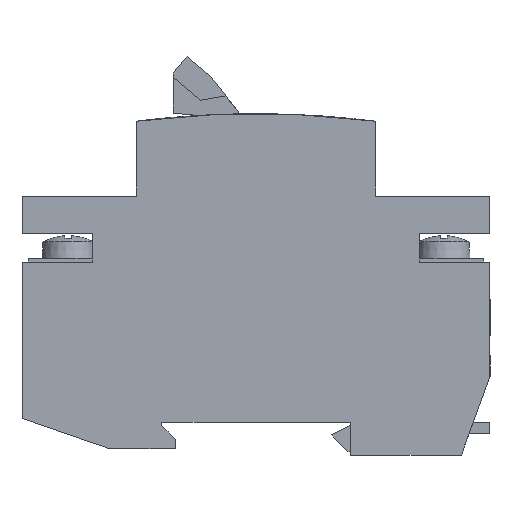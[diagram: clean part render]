
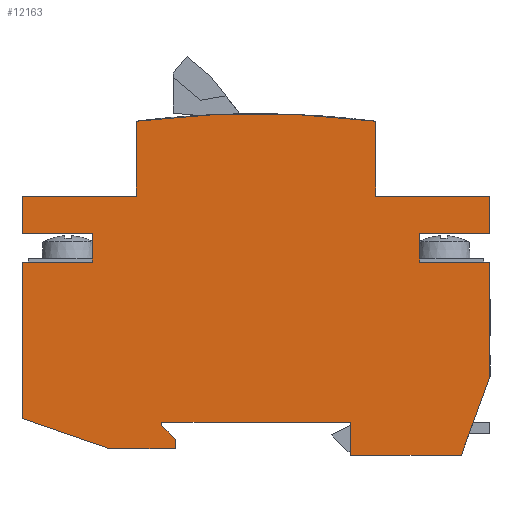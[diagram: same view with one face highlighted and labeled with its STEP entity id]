
A CAD part, left-side view. The second image highlights one B-rep face of the part: STEP entity #12163.
In plain terms, the highlighted planar face has unit normal (-1, 0, 0).
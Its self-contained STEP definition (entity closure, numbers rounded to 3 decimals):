
#6691=CIRCLE('',#26609,180.);
#7417=LINE('',#33965,#9837);
#7420=LINE('',#33971,#9840);
#7423=LINE('',#33977,#9843);
#7426=LINE('',#33982,#9846);
#7428=LINE('',#33986,#9848);
#7472=LINE('',#34074,#9892);
#7648=LINE('',#35395,#10086);
#7673=LINE('',#35472,#10111);
#7677=LINE('',#35480,#10115);
#7698=LINE('',#35545,#10136);
#7711=LINE('',#35576,#10149);
#7712=LINE('',#35579,#10150);
#7713=LINE('',#35581,#10151);
#7714=LINE('',#35585,#10152);
#7715=LINE('',#35587,#10153);
#7716=LINE('',#35589,#10154);
#7717=LINE('',#35591,#10155);
#7718=LINE('',#35593,#10156);
#7719=LINE('',#35594,#10157);
#7720=LINE('',#35595,#10158);
#7721=LINE('',#35597,#10159);
#7722=LINE('',#35598,#10160);
#7723=LINE('',#35600,#10161);
#9837=VECTOR('',#28322,1.);
#9840=VECTOR('',#28327,1.);
#9843=VECTOR('',#28332,1.);
#9846=VECTOR('',#28337,1.);
#9848=VECTOR('',#28341,1.);
#9892=VECTOR('',#28427,1.);
#10086=VECTOR('',#28941,1.);
#10111=VECTOR('',#29010,1.);
#10115=VECTOR('',#29016,1.);
#10136=VECTOR('',#29077,1.);
#10149=VECTOR('',#29106,1.);
#10150=VECTOR('',#29107,1.);
#10151=VECTOR('',#29108,1.);
#10152=VECTOR('',#29111,1.);
#10153=VECTOR('',#29112,1.);
#10154=VECTOR('',#29113,1.);
#10155=VECTOR('',#29114,1.);
#10156=VECTOR('',#29115,1.);
#10157=VECTOR('',#29116,1.);
#10158=VECTOR('',#29117,1.);
#10159=VECTOR('',#29118,1.);
#10160=VECTOR('',#29119,1.);
#10161=VECTOR('',#29120,1.);
#12163=ADVANCED_FACE('1232',(#14094),#13137,.T.);
#13137=PLANE('',#26610);
#14094=FACE_OUTER_BOUND('',#15082,.T.);
#15082=EDGE_LOOP('',(#17401,#17402,#17403,#17404,#17405,#17406,#17407,#17408,
#17409,#17410,#17411,#17412,#17413,#17414,#17415,#17416,#17417,#17418,#17419,
#17420,#17421,#17422,#17423,#17424));
#17401=ORIENTED_EDGE('',*,*,#24233,.F.);
#17402=ORIENTED_EDGE('',*,*,#24234,.F.);
#17403=ORIENTED_EDGE('',*,*,#24235,.F.);
#17404=ORIENTED_EDGE('',*,*,#24236,.T.);
#17405=ORIENTED_EDGE('',*,*,#24237,.F.);
#17406=ORIENTED_EDGE('',*,*,#24238,.F.);
#17407=ORIENTED_EDGE('',*,*,#24239,.F.);
#17408=ORIENTED_EDGE('',*,*,#24240,.F.);
#17409=ORIENTED_EDGE('',*,*,#24241,.F.);
#17410=ORIENTED_EDGE('',*,*,#24148,.T.);
#17411=ORIENTED_EDGE('',*,*,#23849,.F.);
#17412=ORIENTED_EDGE('',*,*,#23847,.F.);
#17413=ORIENTED_EDGE('',*,*,#23844,.F.);
#17414=ORIENTED_EDGE('',*,*,#23841,.F.);
#17415=ORIENTED_EDGE('',*,*,#23838,.F.);
#17416=ORIENTED_EDGE('',*,*,#24184,.F.);
#17417=ORIENTED_EDGE('',*,*,#24242,.F.);
#17418=ORIENTED_EDGE('',*,*,#24188,.F.);
#17419=ORIENTED_EDGE('',*,*,#24243,.F.);
#17420=ORIENTED_EDGE('',*,*,#24244,.F.);
#17421=ORIENTED_EDGE('',*,*,#23894,.F.);
#17422=ORIENTED_EDGE('',*,*,#24218,.F.);
#17423=ORIENTED_EDGE('',*,*,#24245,.F.);
#17424=ORIENTED_EDGE('',*,*,#24246,.T.);
#21862=VERTEX_POINT('',#33964);
#21863=VERTEX_POINT('',#33966);
#21865=VERTEX_POINT('',#33972);
#21867=VERTEX_POINT('',#33978);
#21868=VERTEX_POINT('',#33983);
#21869=VERTEX_POINT('',#33987);
#21891=VERTEX_POINT('',#34073);
#21892=VERTEX_POINT('',#34075);
#22025=VERTEX_POINT('',#35396);
#22046=VERTEX_POINT('',#35471);
#22048=VERTEX_POINT('',#35476);
#22049=VERTEX_POINT('',#35479);
#22065=VERTEX_POINT('',#35544);
#22076=VERTEX_POINT('',#35577);
#22077=VERTEX_POINT('',#35578);
#22078=VERTEX_POINT('',#35580);
#22079=VERTEX_POINT('',#35582);
#22080=VERTEX_POINT('',#35584);
#22081=VERTEX_POINT('',#35586);
#22082=VERTEX_POINT('',#35588);
#22083=VERTEX_POINT('',#35590);
#22084=VERTEX_POINT('',#35592);
#22085=VERTEX_POINT('',#35596);
#22086=VERTEX_POINT('',#35599);
#23838=EDGE_CURVE('',#21862,#21863,#7417,.T.);
#23841=EDGE_CURVE('',#21863,#21865,#7420,.T.);
#23844=EDGE_CURVE('',#21865,#21867,#7423,.T.);
#23847=EDGE_CURVE('',#21867,#21868,#7426,.T.);
#23849=EDGE_CURVE('',#21868,#21869,#7428,.T.);
#23894=EDGE_CURVE('',#21891,#21892,#7472,.T.);
#24148=EDGE_CURVE('',#22025,#21869,#7648,.T.);
#24184=EDGE_CURVE('',#22046,#21862,#7673,.T.);
#24188=EDGE_CURVE('',#22049,#22048,#7677,.T.);
#24218=EDGE_CURVE('',#22065,#21891,#7698,.T.);
#24233=EDGE_CURVE('',#22076,#22077,#7711,.T.);
#24234=EDGE_CURVE('',#22078,#22076,#7712,.T.);
#24235=EDGE_CURVE('',#22079,#22078,#7713,.T.);
#24236=EDGE_CURVE('',#22079,#22080,#6691,.T.);
#24237=EDGE_CURVE('',#22081,#22080,#7714,.T.);
#24238=EDGE_CURVE('',#22082,#22081,#7715,.T.);
#24239=EDGE_CURVE('',#22083,#22082,#7716,.T.);
#24240=EDGE_CURVE('',#22084,#22083,#7717,.T.);
#24241=EDGE_CURVE('',#22025,#22084,#7718,.T.);
#24242=EDGE_CURVE('',#22048,#22046,#7719,.T.);
#24243=EDGE_CURVE('',#22085,#22049,#7720,.T.);
#24244=EDGE_CURVE('',#21892,#22085,#7721,.T.);
#24245=EDGE_CURVE('',#22086,#22065,#7722,.T.);
#24246=EDGE_CURVE('',#22086,#22077,#7723,.T.);
#26609=AXIS2_PLACEMENT_3D('',#35583,#29109,#29110);
#26610=AXIS2_PLACEMENT_3D('',#35601,#29121,#29122);
#28322=DIRECTION('',(0.,-0.707,-0.707));
#28327=DIRECTION('',(0.,0.,-1.));
#28332=DIRECTION('',(0.,1.,0.));
#28337=DIRECTION('',(0.,0.946,0.326));
#28341=DIRECTION('',(0.,0.,1.));
#28427=DIRECTION('',(0.,0.,-1.));
#28941=DIRECTION('',(0.,1.,0.));
#29010=DIRECTION('',(0.,0.,-1.));
#29016=DIRECTION('',(0.,0.,1.));
#29077=DIRECTION('',(0.,-1.,0.));
#29106=DIRECTION('',(0.,0.,-1.));
#29107=DIRECTION('',(0.,-1.,0.));
#29108=DIRECTION('',(0.,0.,-1.));
#29109=DIRECTION('',(-1.,0.,0.));
#29110=DIRECTION('',(0.,0.115,0.993));
#29111=DIRECTION('',(0.,0.,1.));
#29112=DIRECTION('',(0.,-1.,0.));
#29113=DIRECTION('',(0.,0.,1.));
#29114=DIRECTION('',(0.,1.,0.));
#29115=DIRECTION('',(0.,0.,1.));
#29116=DIRECTION('',(0.,1.,0.));
#29117=DIRECTION('',(0.,1.,0.));
#29118=DIRECTION('',(0.,0.342,-0.94));
#29119=DIRECTION('',(0.,0.,-1.));
#29120=DIRECTION('',(0.,-1.,0.));
#29121=DIRECTION('',(-1.,0.,0.));
#29122=DIRECTION('',(0.,-0.97,0.242));
#33964=CARTESIAN_POINT('',(0.,61.7,5.5));
#33965=CARTESIAN_POINT('',(0.,61.7,5.5));
#33966=CARTESIAN_POINT('',(0.,59.2,3.));
#33971=CARTESIAN_POINT('',(0.,59.2,3.));
#33972=CARTESIAN_POINT('',(0.,59.2,1.2));
#33977=CARTESIAN_POINT('',(0.,59.2,1.2));
#33978=CARTESIAN_POINT('',(0.,71.5,1.2));
#33982=CARTESIAN_POINT('',(0.,71.5,1.2));
#33983=CARTESIAN_POINT('',(0.,88.,6.881));
#33986=CARTESIAN_POINT('',(0.,88.,6.881));
#33987=CARTESIAN_POINT('',(0.,88.,36.3));
#34073=CARTESIAN_POINT('',(0.,0.,36.3));
#34074=CARTESIAN_POINT('',(0.,0.,48.7));
#34075=CARTESIAN_POINT('',(0.,0.,14.836));
#35395=CARTESIAN_POINT('',(0.,44.,36.3));
#35396=CARTESIAN_POINT('',(0.,74.8,36.3));
#35471=CARTESIAN_POINT('',(0.,61.7,6.2));
#35472=CARTESIAN_POINT('',(0.,61.7,6.2));
#35476=CARTESIAN_POINT('',(0.,26.2,6.2));
#35479=CARTESIAN_POINT('',(0.,26.2,0.));
#35480=CARTESIAN_POINT('',(0.,26.2,0.));
#35544=CARTESIAN_POINT('',(0.,13.2,36.3));
#35545=CARTESIAN_POINT('',(0.,75.8,36.3));
#35576=CARTESIAN_POINT('',(0.,0.,46.7));
#35577=CARTESIAN_POINT('',(0.,0.,48.7));
#35578=CARTESIAN_POINT('',(0.,0.,41.7));
#35579=CARTESIAN_POINT('',(0.,88.,48.7));
#35580=CARTESIAN_POINT('',(0.,21.5,48.7));
#35581=CARTESIAN_POINT('',(0.,21.5,61.016));
#35582=CARTESIAN_POINT('',(0.,21.5,62.788));
#35583=CARTESIAN_POINT('',(0.,44.,-115.8));
#35584=CARTESIAN_POINT('',(0.,66.5,62.788));
#35585=CARTESIAN_POINT('',(0.,66.5,48.7));
#35586=CARTESIAN_POINT('',(0.,66.5,48.7));
#35587=CARTESIAN_POINT('',(0.,86.,48.7));
#35588=CARTESIAN_POINT('',(0.,88.,48.7));
#35589=CARTESIAN_POINT('',(0.,88.,43.2));
#35590=CARTESIAN_POINT('',(0.,88.,41.7));
#35591=CARTESIAN_POINT('',(0.,12.2,41.7));
#35592=CARTESIAN_POINT('',(0.,74.8,41.7));
#35593=CARTESIAN_POINT('',(0.,74.8,7.8));
#35594=CARTESIAN_POINT('',(0.,61.7,6.2));
#35595=CARTESIAN_POINT('',(0.,5.4,0.));
#35596=CARTESIAN_POINT('',(0.,5.4,0.));
#35597=CARTESIAN_POINT('',(0.,0.,14.836));
#35598=CARTESIAN_POINT('',(0.,13.2,35.8));
#35599=CARTESIAN_POINT('',(0.,13.2,41.7));
#35600=CARTESIAN_POINT('',(0.,44.,41.7));
#35601=CARTESIAN_POINT('',(0.,44.,36.));
